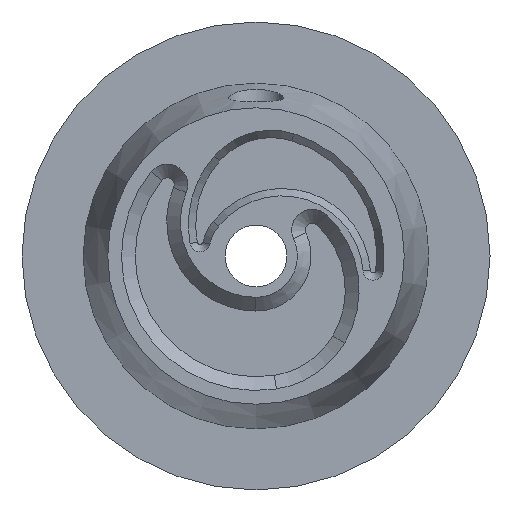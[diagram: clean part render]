
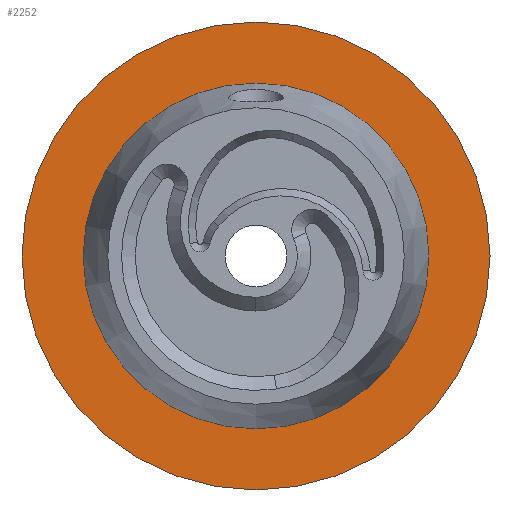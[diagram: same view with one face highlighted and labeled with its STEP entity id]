
A CAD part, left-side view. The second image highlights one B-rep face of the part: STEP entity #2252.
In plain terms, the highlighted planar face has unit normal (-1, 0, 0).
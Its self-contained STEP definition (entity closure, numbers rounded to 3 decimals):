
#557=FACE_BOUND('',#708,.T.);
#575=FACE_OUTER_BOUND('',#707,.T.);
#707=EDGE_LOOP('',(#1560));
#708=EDGE_LOOP('',(#1561));
#839=CIRCLE('',#2402,17.);
#842=CIRCLE('',#2407,12.554);
#951=VERTEX_POINT('',#3400);
#956=VERTEX_POINT('',#3448);
#1176=EDGE_CURVE('',#951,#951,#839,.T.);
#1183=EDGE_CURVE('',#956,#956,#842,.T.);
#1560=ORIENTED_EDGE('',*,*,#1176,.T.);
#1561=ORIENTED_EDGE('',*,*,#1183,.T.);
#2172=PLANE('',#2423);
#2252=ADVANCED_FACE('',(#575,#557),#2172,.T.);
#2402=AXIS2_PLACEMENT_3D('',#3401,#2665,#2666);
#2407=AXIS2_PLACEMENT_3D('',#3449,#2677,#2678);
#2423=AXIS2_PLACEMENT_3D('',#3478,#2712,#2713);
#2665=DIRECTION('center_axis',(-1.,0.,0.));
#2666=DIRECTION('ref_axis',(0.,0.,1.));
#2677=DIRECTION('center_axis',(1.,0.,0.));
#2678=DIRECTION('ref_axis',(0.,0.,1.));
#2712=DIRECTION('center_axis',(-1.,0.,0.));
#2713=DIRECTION('ref_axis',(0.,0.,1.));
#3400=CARTESIAN_POINT('',(-19.5,-51.65,-20.));
#3401=CARTESIAN_POINT('Origin',(-19.5,-51.65,-3.));
#3448=CARTESIAN_POINT('',(-19.5,-51.65,9.554));
#3449=CARTESIAN_POINT('Origin',(-19.5,-51.65,-3.));
#3478=CARTESIAN_POINT('Origin',(-19.5,-51.65,-3.));
